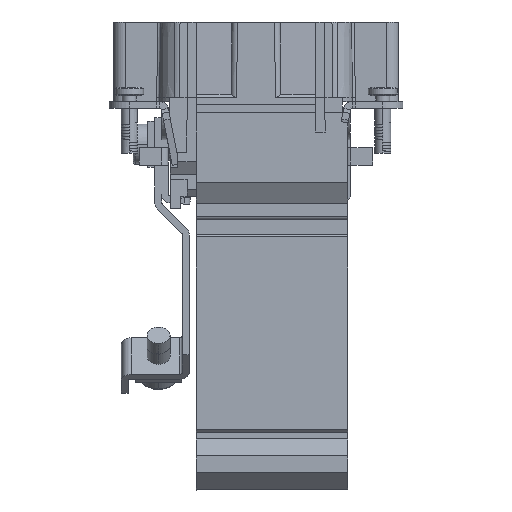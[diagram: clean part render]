
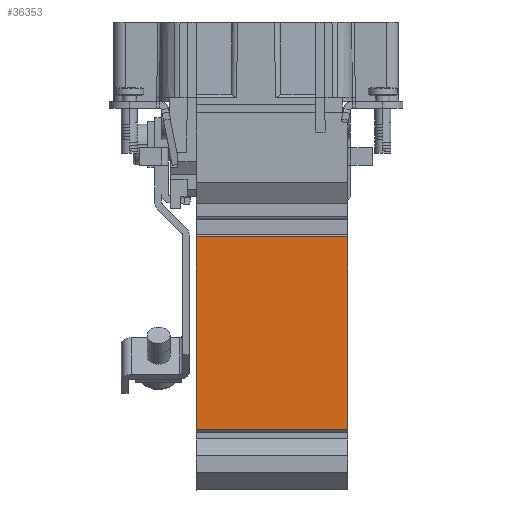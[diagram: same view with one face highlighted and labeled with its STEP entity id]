
A CAD part, left-side view. The second image highlights one B-rep face of the part: STEP entity #36353.
In plain terms, the highlighted planar face has unit normal (-1, 0, 0).
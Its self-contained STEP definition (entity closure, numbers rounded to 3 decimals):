
#2528=DIRECTION('',(0.,0.,-1.));
#2529=VECTOR('',#2528,33.4);
#2530=CARTESIAN_POINT('',(-16.911,36.462,-24.202));
#2531=LINE('',#2530,#2529);
#4298=DIRECTION('',(0.,0.,-1.));
#4299=VECTOR('',#4298,33.4);
#4300=CARTESIAN_POINT('',(-16.911,62.745,
-24.202));
#4301=LINE('',#4300,#4299);
#10051=DIRECTION('',(0.,-1.,0.));
#10052=VECTOR('',#10051,26.283);
#10053=CARTESIAN_POINT('',(-16.911,62.745,
-24.202));
#10054=LINE('',#10053,#10052);
#10055=DIRECTION('',(0.,-1.,0.));
#10056=VECTOR('',#10055,26.283);
#10057=CARTESIAN_POINT('',(-16.911,62.745,
-57.602));
#10058=LINE('',#10057,#10056);
#22385=CARTESIAN_POINT('',(-16.911,62.745,
-24.202));
#22386=VERTEX_POINT('',#22385);
#22387=CARTESIAN_POINT('',(-16.911,62.745,
-57.602));
#22388=VERTEX_POINT('',#22387);
#22463=CARTESIAN_POINT('',(-16.911,36.462,-24.202));
#22464=VERTEX_POINT('',#22463);
#22465=CARTESIAN_POINT('',(-16.911,36.462,-57.602));
#22466=VERTEX_POINT('',#22465);
#36341=CARTESIAN_POINT('',(-16.911,62.745,
-24.202));
#36342=DIRECTION('',(-1.,0.,0.));
#36343=DIRECTION('',(0.,0.,-1.));
#36344=AXIS2_PLACEMENT_3D('',#36341,#36342,#36343);
#36345=PLANE('',#36344);
#36346=ORIENTED_EDGE('',*,*,#29214,.F.);
#36347=ORIENTED_EDGE('',*,*,#36336,.T.);
#36348=ORIENTED_EDGE('',*,*,#26653,.T.);
#36350=ORIENTED_EDGE('',*,*,#36349,.F.);
#36351=EDGE_LOOP('',(#36346,#36347,#36348,#36350));
#36352=FACE_OUTER_BOUND('',#36351,.F.);
#36353=ADVANCED_FACE('',(#36352),#36345,.T.);
#26653=EDGE_CURVE('',#22464,#22466,#2531,.T.);
#29214=EDGE_CURVE('',#22386,#22388,#4301,.T.);
#36336=EDGE_CURVE('',#22386,#22464,#10054,.T.);
#36349=EDGE_CURVE('',#22388,#22466,#10058,.T.);
